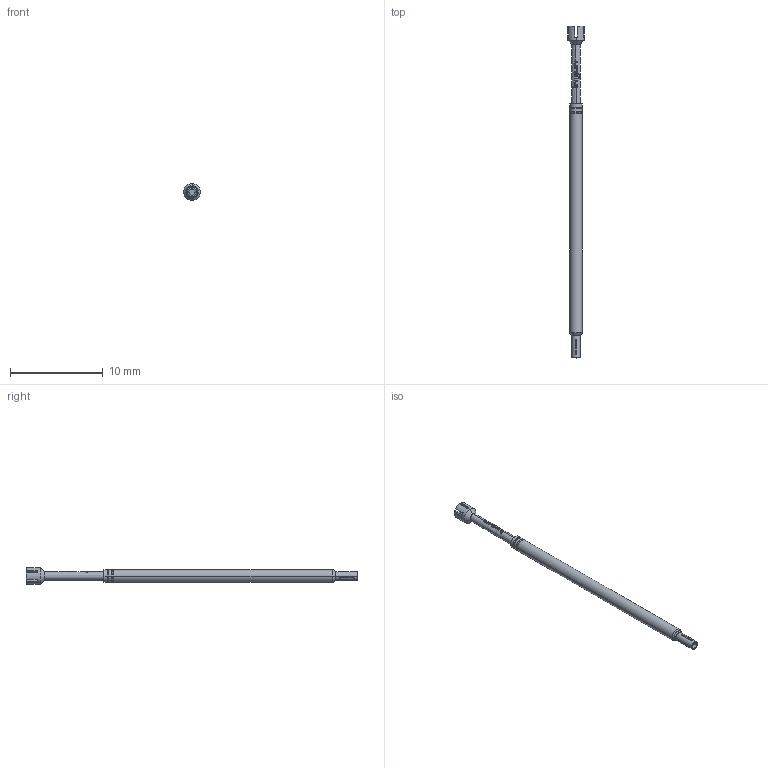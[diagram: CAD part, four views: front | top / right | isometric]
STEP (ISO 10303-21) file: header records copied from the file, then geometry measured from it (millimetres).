
FILE_DESCRIPTION (( 'STEP AP203' ), '1' );
FILE_NAME ('INGUN_S-075_319_180_A_xx00_S.STEP', '2022-01-27T14:34:03', ( 'ochi' ), ( '' ), 'SwSTEP 2.0', 'SolidWorks 2018', '' );
FILE_SCHEMA (( 'CONFIG_CONTROL_DESIGN' ));
Length unit declared in the file: millimetre
Products named in the file (1): INGUN_S-075_319_180_A_xx00_S
Bounding box: 1.8 x 35.81 x 1.8 mm (x, y, z)
Volume: 44.4 mm3; surface area: 161.2 mm2
Topology: 1 solids, 1 shells, 165 faces, 434 edges, 280 vertices
Faces by surface type: bspline 70, cone 34, cylinder 25, plane 22, torus 14
Entity records: 7337 total; most frequent: CARTESIAN_POINT 3836, ORIENTED_EDGE 868, DIRECTION 460, EDGE_CURVE 434, VERTEX_POINT 280, B_SPLINE_CURVE_WITH_KNOTS 258, AXIS2_PLACEMENT_3D 188, EDGE_LOOP 174
